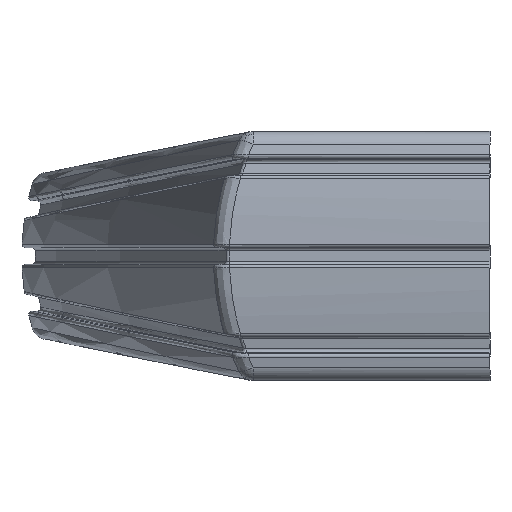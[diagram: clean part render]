
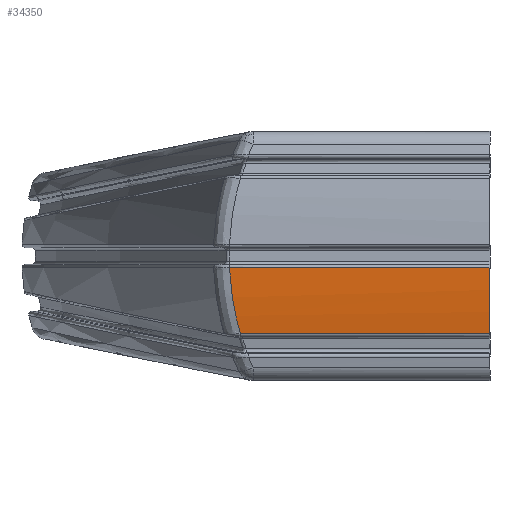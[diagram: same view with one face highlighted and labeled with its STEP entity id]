
A CAD part, left-side view. The second image highlights one B-rep face of the part: STEP entity #34350.
In plain terms, the highlighted cylindrical face has radius 30.054 mm (diameter 60.107 mm), a partial arc.
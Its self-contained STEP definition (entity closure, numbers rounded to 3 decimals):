
#22050=CARTESIAN_POINT('',(-47.276,-2.798,0.));
#22060=DIRECTION('',(0.,1.,0.));
#22070=DIRECTION('',(1.,0.,0.));
#22080=AXIS2_PLACEMENT_3D('',#22050,#22060,#22070);
#22090=CYLINDRICAL_SURFACE('',#22080,30.054);
#22100=CARTESIAN_POINT('',(-47.276,0.,0.));
#22110=DIRECTION('',(0.,1.,0.));
#22120=DIRECTION('',(1.,0.,0.));
#22130=AXIS2_PLACEMENT_3D('',#22100,#22110,#22120);
#22140=CIRCLE('',#22130,30.054);
#23530=CARTESIAN_POINT('',(-76.968,0.,
-4.649));
#23540=VERTEX_POINT('',#23530);
#23570=CARTESIAN_POINT('',(-77.321,0.,
-0.705));
#23580=VERTEX_POINT('',#23570);
#23590=EDGE_CURVE('',#23540,#23580,#22140,.T.);
#33830=ORIENTED_EDGE('',*,*,#23590,.T.);
#33840=CARTESIAN_POINT('',(-76.968,0.,
-4.649));
#33850=DIRECTION('',(0.,1.,-0.));
#33860=VECTOR('',#33850,1.);
#33870=LINE('',#33840,#33860);
#33880=CARTESIAN_POINT('',(-76.968,14.914,
-4.649));
#33890=VERTEX_POINT('',#33880);
#33900=EDGE_CURVE('',#23540,#33890,#33870,.T.);
#33910=ORIENTED_EDGE('',*,*,#33900,.F.);
#33920=CARTESIAN_POINT('',(-77.325,15.574,
0.505));
#33930=CARTESIAN_POINT('',(-77.328,15.578,
0.357));
#33940=CARTESIAN_POINT('',(-77.329,15.581,
0.21));
#33950=CARTESIAN_POINT('',(-77.33,15.582,
-0.084));
#33960=CARTESIAN_POINT('',(-77.329,15.581,
-0.232));
#33970=CARTESIAN_POINT('',(-77.325,15.574,
-0.526));
#33980=CARTESIAN_POINT('',(-77.322,15.569,
-0.673));
#33990=CARTESIAN_POINT('',(-77.314,15.554,
-0.967));
#34000=CARTESIAN_POINT('',(-77.309,15.545,
-1.114));
#34010=CARTESIAN_POINT('',(-77.297,15.523,
-1.407));
#34020=CARTESIAN_POINT('',(-77.29,15.51,
-1.554));
#34030=CARTESIAN_POINT('',(-77.273,15.48,
-1.846));
#34040=CARTESIAN_POINT('',(-77.264,15.463,
-1.992));
#34050=CARTESIAN_POINT('',(-77.243,15.425,
-2.283));
#34060=CARTESIAN_POINT('',(-77.231,15.404,
-2.428));
#34070=CARTESIAN_POINT('',(-77.207,15.359,
-2.718));
#34080=CARTESIAN_POINT('',(-77.193,15.334,
-2.862));
#34090=CARTESIAN_POINT('',(-77.164,15.281,
-3.15));
#34100=CARTESIAN_POINT('',(-77.149,15.252,
-3.293));
#34110=CARTESIAN_POINT('',(-77.116,15.192,
-3.578));
#34120=CARTESIAN_POINT('',(-77.099,15.159,
-3.72));
#34130=CARTESIAN_POINT('',(-77.062,15.091,
-4.004));
#34140=CARTESIAN_POINT('',(-77.043,15.055,
-4.145));
#34150=CARTESIAN_POINT('',(-77.002,14.979,
-4.425));
#34160=CARTESIAN_POINT('',(-76.981,14.939,
-4.565));
#34170=CARTESIAN_POINT('',(-76.937,14.856,
-4.842));
#34180=CARTESIAN_POINT('',(-76.914,14.812,
-4.98));
#34190=CARTESIAN_POINT('',(-76.853,14.695,
-5.335));
#34200=CARTESIAN_POINT('',(-76.813,14.619,
-5.549));
#34210=CARTESIAN_POINT('',(-76.772,14.538,
-5.762));
#34220=B_SPLINE_CURVE_WITH_KNOTS('',3,(#33920,#33930,#33940,#33950,
#33960,#33970,#33980,#33990,#34000,#34010,#34020,#34030,#34040,#34050,
#34060,#34070,#34080,#34090,#34100,#34110,#34120,#34130,#34140,#34150,
#34160,#34170,#34180,#34190,#34200,#34210),.UNSPECIFIED.,.F.,.F.,(4,2,2,
2,2,2,2,2,2,2,2,2,2,2,4),(4.045,4.495,
4.944,5.394,5.844,6.293,
6.743,7.192,7.641,8.09,
8.539,8.987,9.435,9.884,
10.592),.UNSPECIFIED.);
#34230=CARTESIAN_POINT('',(-77.321,15.567,
-0.705));
#34240=VERTEX_POINT('',#34230);
#34250=EDGE_CURVE('',#34240,#33890,#34220,.T.);
#34260=ORIENTED_EDGE('',*,*,#34250,.T.);
#34270=CARTESIAN_POINT('',(-77.321,-2.798,
-0.705));
#34280=DIRECTION('',(0.,1.,0.));
#34290=VECTOR('',#34280,1.);
#34300=LINE('',#34270,#34290);
#34310=EDGE_CURVE('',#23580,#34240,#34300,.T.);
#34320=ORIENTED_EDGE('',*,*,#34310,.T.);
#34330=EDGE_LOOP('',(#34320,#34260,#33910,#33830));
#34340=FACE_OUTER_BOUND('',#34330,.T.);
#34350=ADVANCED_FACE('',(#34340),#22090,.T.);
